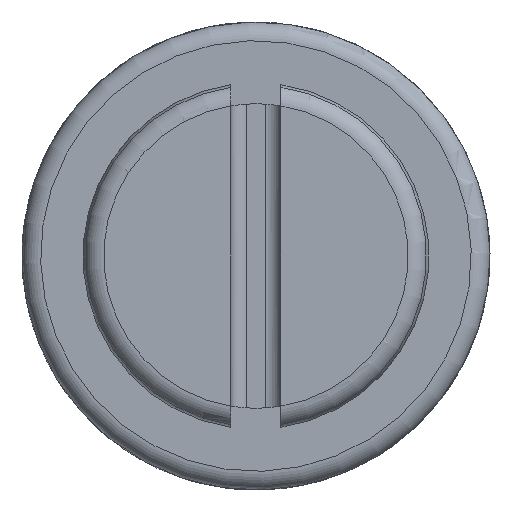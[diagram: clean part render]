
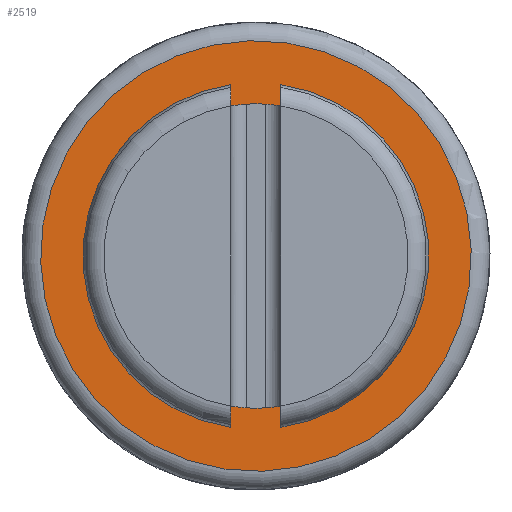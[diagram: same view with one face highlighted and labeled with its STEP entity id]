
A CAD part, left-side view. The second image highlights one B-rep face of the part: STEP entity #2519.
In plain terms, the highlighted planar face has unit normal (-1, 0, 0).
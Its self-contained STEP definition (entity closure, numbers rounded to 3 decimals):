
#14=FACE_BOUND('',#426,.T.);
#160=CIRCLE('',#2718,2.438);
#161=CIRCLE('',#2719,2.438);
#162=CIRCLE('',#2721,3.45);
#163=CIRCLE('',#2722,3.45);
#292=FACE_OUTER_BOUND('',#425,.T.);
#425=EDGE_LOOP('',(#1951,#1952));
#426=EDGE_LOOP('',(#1953,#1954));
#1082=VERTEX_POINT('',#4172);
#1083=VERTEX_POINT('',#4174);
#1084=VERTEX_POINT('',#4178);
#1085=VERTEX_POINT('',#4179);
#1401=EDGE_CURVE('',#1083,#1082,#160,.T.);
#1402=EDGE_CURVE('',#1082,#1083,#161,.T.);
#1403=EDGE_CURVE('',#1084,#1085,#162,.T.);
#1404=EDGE_CURVE('',#1085,#1084,#163,.T.);
#1951=ORIENTED_EDGE('',*,*,#1403,.T.);
#1952=ORIENTED_EDGE('',*,*,#1404,.T.);
#1953=ORIENTED_EDGE('',*,*,#1401,.T.);
#1954=ORIENTED_EDGE('',*,*,#1402,.T.);
#2267=PLANE('',#2727);
#2519=ADVANCED_FACE('',(#292,#14),#2267,.T.);
#2718=AXIS2_PLACEMENT_3D('',#4175,#3271,#3272);
#2719=AXIS2_PLACEMENT_3D('',#4176,#3273,#3274);
#2721=AXIS2_PLACEMENT_3D('',#4180,#3277,#3278);
#2722=AXIS2_PLACEMENT_3D('',#4181,#3279,#3280);
#2727=AXIS2_PLACEMENT_3D('',#4189,#3289,#3290);
#3271=DIRECTION('center_axis',(1.,0.,0.));
#3272=DIRECTION('ref_axis',(0.,-1.,0.));
#3273=DIRECTION('center_axis',(1.,0.,0.));
#3274=DIRECTION('ref_axis',(0.,-1.,0.));
#3277=DIRECTION('center_axis',(-1.,0.,0.));
#3278=DIRECTION('ref_axis',(0.,0.144,-0.99));
#3279=DIRECTION('center_axis',(-1.,0.,0.));
#3280=DIRECTION('ref_axis',(0.,0.144,-0.99));
#3289=DIRECTION('center_axis',(-1.,0.,0.));
#3290=DIRECTION('ref_axis',(0.,0.144,-0.99));
#4172=CARTESIAN_POINT('',(-10.225,0.917,4.751));
#4174=CARTESIAN_POINT('',(-10.225,-3.958,4.751));
#4175=CARTESIAN_POINT('Origin',(-10.225,-1.521,4.751));
#4176=CARTESIAN_POINT('Origin',(-10.225,-1.521,4.751));
#4178=CARTESIAN_POINT('',(-10.225,-4.935,4.255));
#4179=CARTESIAN_POINT('',(-10.225,-2.017,8.165));
#4180=CARTESIAN_POINT('Origin',(-10.225,-1.521,4.751));
#4181=CARTESIAN_POINT('Origin',(-10.225,-1.521,4.751));
#4189=CARTESIAN_POINT('Origin',(-10.225,-1.521,4.751));
